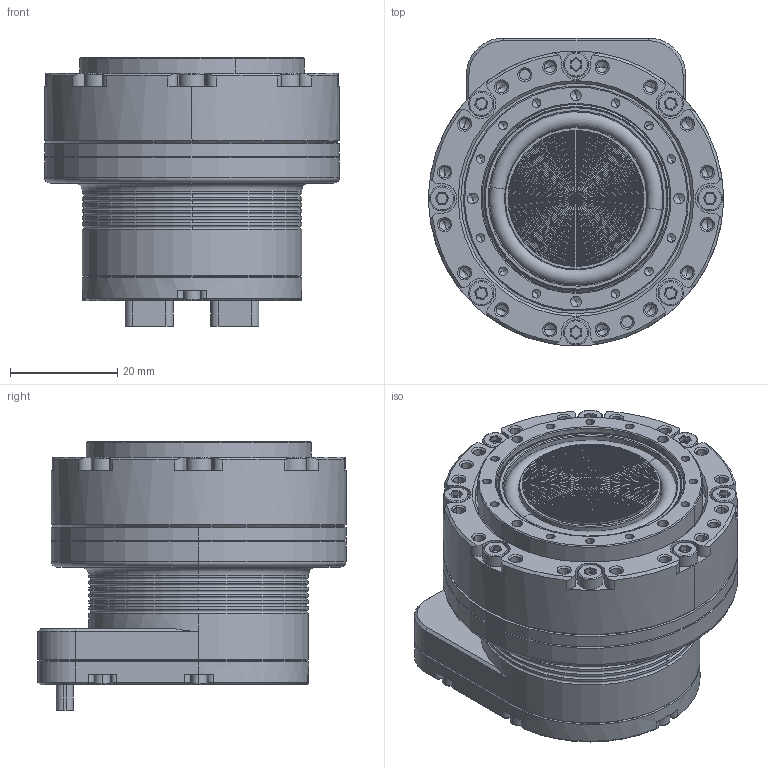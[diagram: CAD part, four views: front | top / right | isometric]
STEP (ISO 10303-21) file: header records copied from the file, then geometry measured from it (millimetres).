
FILE_DESCRIPTION((''),'2;1');
FILE_NAME('PND-20-14A','2026-02-09T11:23:54',('Administrator'),(''),'CREO PARAMETRIC BY PTC INC, 2020033','CREO PARAMETRIC BY PTC INC, 2020033','');
FILE_SCHEMA(('CONFIG_CONTROL_DESIGN','SHAPE_APPEARANCE_LAYERS_GROUPS'));
Length unit declared in the file: millimetre
Products named in the file (1): PND-20-14A
Bounding box: 55 x 57.5 x 50.14 mm (x, y, z)
Volume: 85437.8 mm3; surface area: 17427 mm2
Topology: 1 solids, 3 shells, 1329 faces, 3161 edges, 1884 vertices
Faces by surface type: cylinder 472, plane 354, torus 252, cone 171, sphere 78, extrusion 2
Entity records: 38141 total; most frequent: DIRECTION 7438, CARTESIAN_POINT 6514, ORIENTED_EDGE 6142, EDGE_CURVE 3071, AXIS2_PLACEMENT_3D 3070, VERTEX_POINT 1884, CIRCLE 1743, EDGE_LOOP 1465
